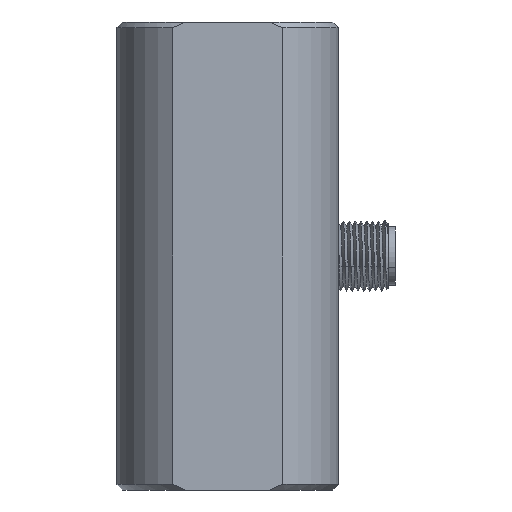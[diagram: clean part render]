
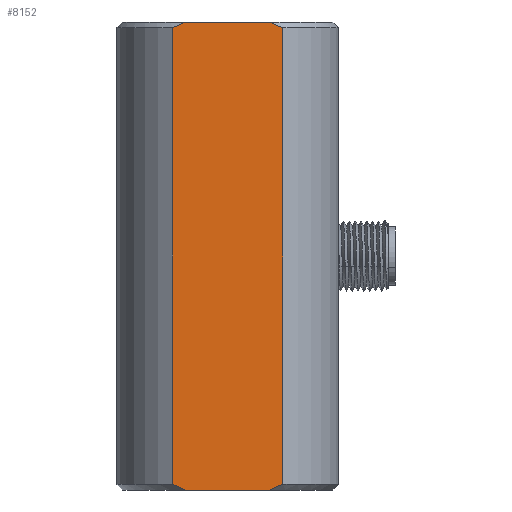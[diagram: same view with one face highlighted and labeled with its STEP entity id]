
A CAD part, front view. The second image highlights one B-rep face of the part: STEP entity #8152.
In plain terms, the highlighted planar face has unit normal (0, -1, 0).
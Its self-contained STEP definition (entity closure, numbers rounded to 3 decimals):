
#4971=PLANE('',#21393);
#5946=LINE('',#26896,#6958);
#5948=LINE('',#26922,#6960);
#5950=LINE('',#26934,#6962);
#5952=LINE('',#26945,#6964);
#6958=VECTOR('',#22810,1.);
#6960=VECTOR('',#22826,1.);
#6962=VECTOR('',#22832,1.);
#6964=VECTOR('',#22842,1.);
#8152=ADVANCED_FACE('',(#9249),#4971,.F.);
#9249=FACE_OUTER_BOUND('',#10079,.T.);
#10079=EDGE_LOOP('',(#11965,#11966,#11967,#11968,#11969,#11970,#11971,#11972));
#11965=ORIENTED_EDGE('',*,*,#18203,.F.);
#11966=ORIENTED_EDGE('',*,*,#18192,.F.);
#11967=ORIENTED_EDGE('',*,*,#18196,.F.);
#11968=ORIENTED_EDGE('',*,*,#18210,.T.);
#11969=ORIENTED_EDGE('',*,*,#18212,.F.);
#11970=ORIENTED_EDGE('',*,*,#18205,.F.);
#11971=ORIENTED_EDGE('',*,*,#18188,.F.);
#11972=ORIENTED_EDGE('',*,*,#18201,.F.);
#16591=VERTEX_POINT('',#26885);
#16592=VERTEX_POINT('',#26886);
#16595=VERTEX_POINT('',#26897);
#16596=VERTEX_POINT('',#26898);
#16599=VERTEX_POINT('',#26909);
#16603=VERTEX_POINT('',#26921);
#16604=VERTEX_POINT('',#26935);
#16608=VERTEX_POINT('',#26944);
#18188=EDGE_CURVE('',#16591,#16592,#20548,.T.);
#18192=EDGE_CURVE('',#16595,#16596,#5946,.T.);
#18196=EDGE_CURVE('',#16599,#16595,#20550,.T.);
#18201=EDGE_CURVE('',#16603,#16591,#5948,.T.);
#18203=EDGE_CURVE('',#16596,#16603,#20552,.T.);
#18205=EDGE_CURVE('',#16592,#16604,#5950,.T.);
#18210=EDGE_CURVE('',#16599,#16608,#5952,.T.);
#18212=EDGE_CURVE('',#16604,#16608,#20554,.T.);
#20548=B_SPLINE_CURVE_WITH_KNOTS('',3,(#26881,#26882,#26883,#26884),
 .UNSPECIFIED.,.F.,.F.,(4,4),(0.,1.),.UNSPECIFIED.);
#20550=B_SPLINE_CURVE_WITH_KNOTS('',3,(#26905,#26906,#26907,#26908),
 .UNSPECIFIED.,.F.,.F.,(4,4),(0.,1.),.UNSPECIFIED.);
#20552=B_SPLINE_CURVE_WITH_KNOTS('',3,(#26925,#26926,#26927,#26928),
 .UNSPECIFIED.,.F.,.F.,(4,4),(0.,1.),.UNSPECIFIED.);
#20554=B_SPLINE_CURVE_WITH_KNOTS('',3,(#26948,#26949,#26950,#26951),
 .UNSPECIFIED.,.F.,.F.,(4,4),(0.,1.),.UNSPECIFIED.);
#21393=AXIS2_PLACEMENT_3D('',#29988,#22902,#22903);
#22810=DIRECTION('',(0.,0.,1.));
#22826=DIRECTION('',(1.,0.,0.));
#22832=DIRECTION('',(0.,0.,-1.));
#22842=DIRECTION('',(1.,0.,0.));
#22902=DIRECTION('',(0.,1.,0.));
#22903=DIRECTION('',(0.,0.,-1.));
#26881=CARTESIAN_POINT('',(7.194,-16.5,37.));
#26882=CARTESIAN_POINT('',(7.949,-16.5,36.698));
#26883=CARTESIAN_POINT('',(8.692,-16.5,36.361));
#26884=CARTESIAN_POINT('',(9.421,-16.5,36.));
#26885=CARTESIAN_POINT('',(7.194,-16.5,37.));
#26886=CARTESIAN_POINT('',(9.421,-16.5,36.));
#26896=CARTESIAN_POINT('',(-9.421,-16.5,-130.));
#26897=CARTESIAN_POINT('',(-9.421,-16.5,-42.));
#26898=CARTESIAN_POINT('',(-9.421,-16.5,36.));
#26905=CARTESIAN_POINT('',(-7.194,-16.5,-43.));
#26906=CARTESIAN_POINT('',(-7.949,-16.5,-42.698));
#26907=CARTESIAN_POINT('',(-8.692,-16.5,-42.361));
#26908=CARTESIAN_POINT('',(-9.421,-16.5,-42.));
#26909=CARTESIAN_POINT('',(-7.194,-16.5,-43.));
#26921=CARTESIAN_POINT('',(-7.194,-16.5,37.));
#26922=CARTESIAN_POINT('',(0.,-16.5,37.));
#26925=CARTESIAN_POINT('',(-9.421,-16.5,36.));
#26926=CARTESIAN_POINT('',(-8.692,-16.5,36.361));
#26927=CARTESIAN_POINT('',(-7.949,-16.5,36.698));
#26928=CARTESIAN_POINT('',(-7.194,-16.5,37.));
#26934=CARTESIAN_POINT('',(9.421,-16.5,-130.));
#26935=CARTESIAN_POINT('',(9.421,-16.5,-42.));
#26944=CARTESIAN_POINT('',(7.194,-16.5,-43.));
#26945=CARTESIAN_POINT('',(0.,-16.5,-43.));
#26948=CARTESIAN_POINT('',(9.421,-16.5,-42.));
#26949=CARTESIAN_POINT('',(8.692,-16.5,-42.361));
#26950=CARTESIAN_POINT('',(7.949,-16.5,-42.698));
#26951=CARTESIAN_POINT('',(7.194,-16.5,-43.));
#29988=CARTESIAN_POINT('',(0.,-16.5,-3.));
